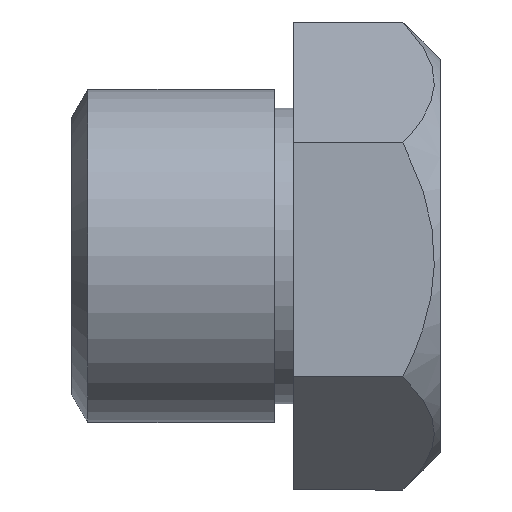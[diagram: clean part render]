
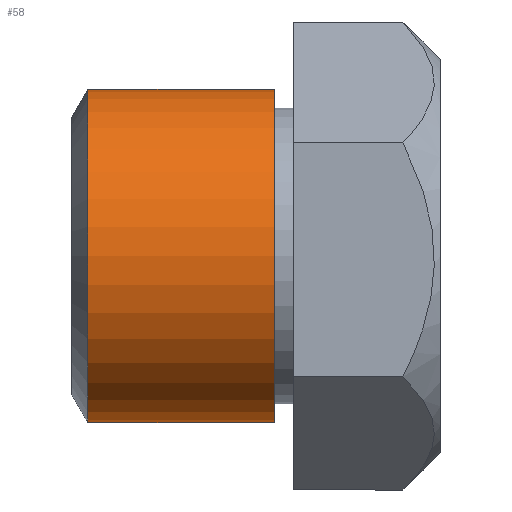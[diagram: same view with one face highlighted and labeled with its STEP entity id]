
A CAD part, top view. The second image highlights one B-rep face of the part: STEP entity #58.
In plain terms, the highlighted cylindrical face has radius 2.261 mm (diameter 4.521 mm), a partial arc.
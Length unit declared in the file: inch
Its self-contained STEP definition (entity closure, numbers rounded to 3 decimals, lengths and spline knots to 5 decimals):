
#58 = ADVANCED_FACE ( 'NONE', ( #351 ), #331, .T. ) ;
#59 = EDGE_LOOP ( 'NONE', ( #60, #114, #117, #120 ) ) ;
#60 = ORIENTED_EDGE ( 'NONE', *, *, #70, .T. ) ;
#68 = VERTEX_POINT ( 'NONE', #380 ) ;
#70 = EDGE_CURVE ( 'NONE', #71, #68, #379, .T. ) ;
#71 = VERTEX_POINT ( 'NONE', #374 ) ;
#114 = ORIENTED_EDGE ( 'NONE', *, *, #115, .T. ) ;
#115 = EDGE_CURVE ( 'NONE', #68, #116, #514, .T. ) ;
#116 = VERTEX_POINT ( 'NONE', #510 ) ;
#117 = ORIENTED_EDGE ( 'NONE', *, *, #118, .F. ) ;
#118 = EDGE_CURVE ( 'NONE', #119, #116, #509, .T. ) ;
#119 = VERTEX_POINT ( 'NONE', #504 ) ;
#120 = ORIENTED_EDGE ( 'NONE', *, *, #121, .F. ) ;
#121 = EDGE_CURVE ( 'NONE', #71, #119, #503, .T. ) ;
#330 = AXIS2_PLACEMENT_3D ( 'NONE', #333, #392, #391 ) ;
#331 = CYLINDRICAL_SURFACE ( 'NONE', #330, 0.089 ) ;
#333 = CARTESIAN_POINT ( 'NONE',  ( 0., 0., 0. ) ) ;
#351 = FACE_OUTER_BOUND ( 'NONE', #59, .T. ) ;
#374 = CARTESIAN_POINT ( 'NONE',  ( -0.18834, 0.089, 0. ) ) ;
#375 = DIRECTION ( 'NONE',  ( 0., 1., 0. ) ) ;
#376 = DIRECTION ( 'NONE',  ( 1., 0., 0. ) ) ;
#377 = CARTESIAN_POINT ( 'NONE',  ( -0.18834, 0., 0. ) ) ;
#378 = AXIS2_PLACEMENT_3D ( 'NONE', #377, #376, #375 ) ;
#379 = CIRCLE ( 'NONE', #378, 0.089 ) ;
#380 = CARTESIAN_POINT ( 'NONE',  ( -0.18834, -0.089, 0. ) ) ;
#391 = DIRECTION ( 'NONE',  ( 0., 1., 0. ) ) ;
#392 = DIRECTION ( 'NONE',  ( 1., 0., 0. ) ) ;
#500 = DIRECTION ( 'NONE',  ( 1., 0., 0. ) ) ;
#501 = VECTOR ( 'NONE', #500, 39.37008 ) ;
#502 = CARTESIAN_POINT ( 'NONE',  ( 0., 0.089, 0. ) ) ;
#503 = LINE ( 'NONE', #502, #501 ) ;
#504 = CARTESIAN_POINT ( 'NONE',  ( -0.0887, 0.089, 0. ) ) ;
#505 = DIRECTION ( 'NONE',  ( 0., 1., 0. ) ) ;
#506 = DIRECTION ( 'NONE',  ( 1., 0., 0. ) ) ;
#507 = CARTESIAN_POINT ( 'NONE',  ( -0.0887, 0., 0. ) ) ;
#508 = AXIS2_PLACEMENT_3D ( 'NONE', #507, #506, #505 ) ;
#509 = CIRCLE ( 'NONE', #508, 0.089 ) ;
#510 = CARTESIAN_POINT ( 'NONE',  ( -0.0887, -0.089, 0. ) ) ;
#511 = DIRECTION ( 'NONE',  ( 1., 0., 0. ) ) ;
#512 = VECTOR ( 'NONE', #511, 39.37008 ) ;
#513 = CARTESIAN_POINT ( 'NONE',  ( 0., -0.089, 0. ) ) ;
#514 = LINE ( 'NONE', #513, #512 ) ;
